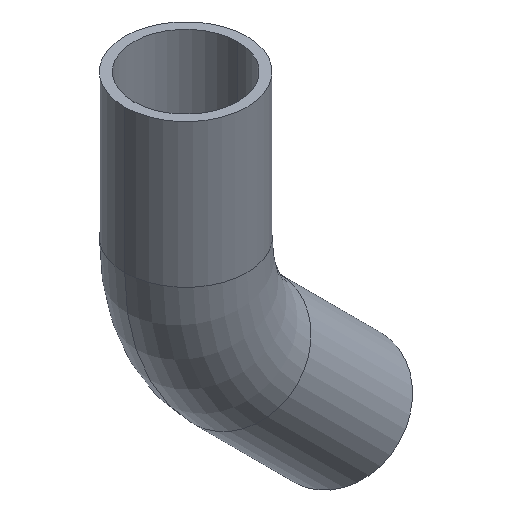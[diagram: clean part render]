
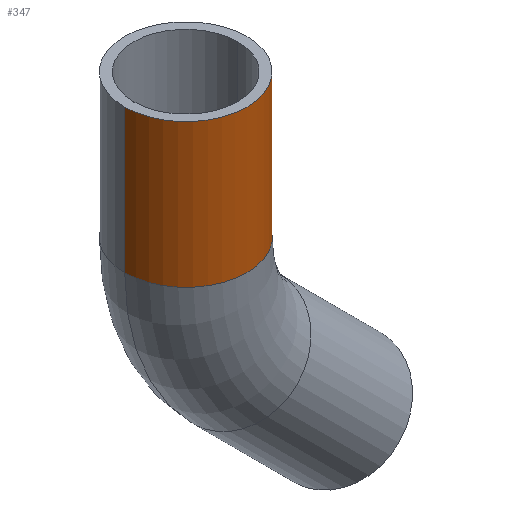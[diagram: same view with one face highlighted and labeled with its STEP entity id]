
A CAD part, isometric view. The second image highlights one B-rep face of the part: STEP entity #347.
In plain terms, the highlighted cylindrical face has radius 10.65 mm (diameter 21.3 mm), a partial arc.
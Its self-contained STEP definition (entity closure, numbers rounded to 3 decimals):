
#1 = DIRECTION ( 'NONE',  ( 1., 0., 0. ) ) ;
#37 = DIRECTION ( 'NONE',  ( 0., 0., 1. ) ) ;
#43 = CARTESIAN_POINT ( 'NONE',  ( -40.65, 0., 0. ) ) ;
#47 = DIRECTION ( 'NONE',  ( 0., 0., 1. ) ) ;
#61 = VERTEX_POINT ( 'NONE', #269 ) ;
#69 = VECTOR ( 'NONE', #417, 1000. ) ;
#79 = CARTESIAN_POINT ( 'NONE',  ( -30., 0., 0. ) ) ;
#80 = LINE ( 'NONE', #293, #69 ) ;
#89 = CIRCLE ( 'NONE', #388, 10.65 ) ;
#90 = ORIENTED_EDGE ( 'NONE', *, *, #106, .F. ) ;
#106 = EDGE_CURVE ( 'NONE', #401, #61, #89, .T. ) ;
#110 = CARTESIAN_POINT ( 'NONE',  ( -40.65, 0., 25. ) ) ;
#113 = DIRECTION ( 'NONE',  ( 0., 0., 1. ) ) ;
#114 = VERTEX_POINT ( 'NONE', #309 ) ;
#122 = ORIENTED_EDGE ( 'NONE', *, *, #239, .F. ) ;
#124 = VECTOR ( 'NONE', #37, 1000. ) ;
#142 = CIRCLE ( 'NONE', #184, 10.65 ) ;
#144 = FACE_OUTER_BOUND ( 'NONE', #211, .T. ) ;
#184 = AXIS2_PLACEMENT_3D ( 'NONE', #79, #113, #216 ) ;
#204 = LINE ( 'NONE', #340, #124 ) ;
#211 = EDGE_LOOP ( 'NONE', ( #122, #371, #373, #90 ) ) ;
#216 = DIRECTION ( 'NONE',  ( 1., 0., 0. ) ) ;
#238 = CARTESIAN_POINT ( 'NONE',  ( -30., 0., 25. ) ) ;
#239 = EDGE_CURVE ( 'NONE', #286, #401, #204, .T. ) ;
#252 = CYLINDRICAL_SURFACE ( 'NONE', #289, 10.65 ) ;
#269 = CARTESIAN_POINT ( 'NONE',  ( -19.35, 0., 25. ) ) ;
#286 = VERTEX_POINT ( 'NONE', #43 ) ;
#289 = AXIS2_PLACEMENT_3D ( 'NONE', #452, #47, #1 ) ;
#293 = CARTESIAN_POINT ( 'NONE',  ( -19.35, 0., 0. ) ) ;
#309 = CARTESIAN_POINT ( 'NONE',  ( -19.35, 0., 0. ) ) ;
#340 = CARTESIAN_POINT ( 'NONE',  ( -40.65, 0., 0. ) ) ;
#347 = ADVANCED_FACE ( 'NONE', ( #144 ), #252, .T. ) ;
#371 = ORIENTED_EDGE ( 'NONE', *, *, #372, .T. ) ;
#372 = EDGE_CURVE ( 'NONE', #286, #114, #142, .T. ) ;
#373 = ORIENTED_EDGE ( 'NONE', *, *, #398, .T. ) ;
#386 = DIRECTION ( 'NONE',  ( 1., 0., 0. ) ) ;
#388 = AXIS2_PLACEMENT_3D ( 'NONE', #238, #442, #386 ) ;
#398 = EDGE_CURVE ( 'NONE', #114, #61, #80, .T. ) ;
#401 = VERTEX_POINT ( 'NONE', #110 ) ;
#417 = DIRECTION ( 'NONE',  ( 0., 0., 1. ) ) ;
#442 = DIRECTION ( 'NONE',  ( 0., 0., 1. ) ) ;
#452 = CARTESIAN_POINT ( 'NONE',  ( -30., 0., 0. ) ) ;
